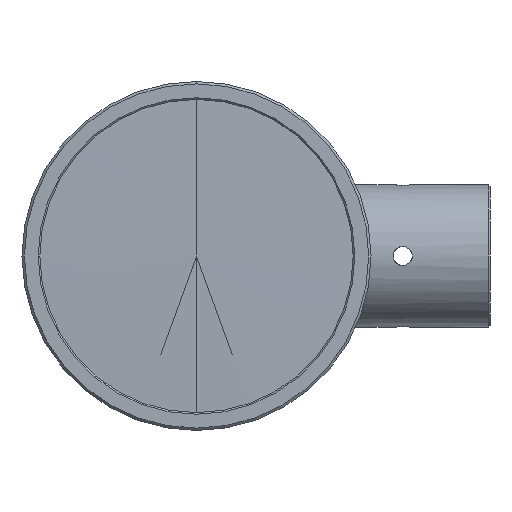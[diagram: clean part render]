
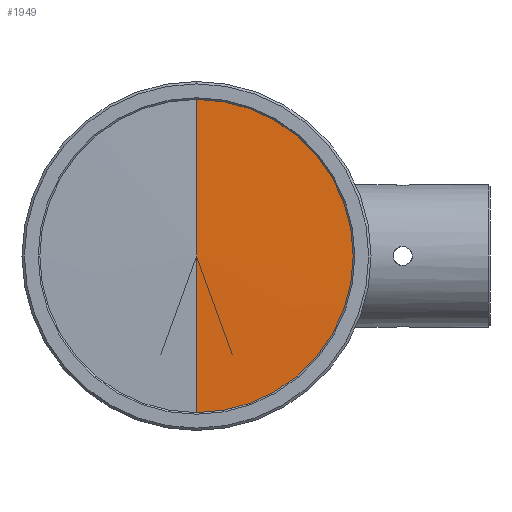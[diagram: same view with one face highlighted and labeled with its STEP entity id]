
A CAD part, left-side view. The second image highlights one B-rep face of the part: STEP entity #1949.
In plain terms, the highlighted conical face has half-angle 89.177 degrees and reference radius 69601.8 mm.
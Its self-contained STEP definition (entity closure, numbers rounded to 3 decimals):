
#387 = ORIENTED_EDGE ( 'NONE', *, *, #406, .T. ) ;
#406 = EDGE_CURVE ( 'NONE', #3827, #4625, #3223, .T. ) ;
#536 = ORIENTED_EDGE ( 'NONE', *, *, #2204, .F. ) ;
#678 = CARTESIAN_POINT ( 'NONE',  ( 0., 0., 0. ) ) ;
#770 = AXIS2_PLACEMENT_3D ( 'NONE', #4132, #1981, #1929 ) ;
#1661 = VECTOR ( 'NONE', #4726, 1000. ) ;
#1669 = DIRECTION ( 'NONE',  ( 1., 0., 0. ) ) ;
#1799 = DIRECTION ( 'NONE',  ( 0.014, 0., -1. ) ) ;
#1929 = DIRECTION ( 'NONE',  ( 0., 0., -1. ) ) ;
#1949 = ADVANCED_FACE ( 'NONE', ( #3618 ), #3567, .T. ) ;
#1967 = CARTESIAN_POINT ( 'NONE',  ( 0., 0., 0. ) ) ;
#1981 = DIRECTION ( 'NONE',  ( 1., 0., 0. ) ) ;
#2018 = LINE ( 'NONE', #4369, #1661 ) ;
#2157 = ORIENTED_EDGE ( 'NONE', *, *, #4283, .F. ) ;
#2204 = EDGE_CURVE ( 'NONE', #3827, #3142, #2018, .T. ) ;
#2387 = DIRECTION ( 'NONE',  ( 0., 0., -1. ) ) ;
#2405 = CARTESIAN_POINT ( 'NONE',  ( 0.284, 0., 19.75 ) ) ;
#2497 = CIRCLE ( 'NONE', #770, 19.75 ) ;
#2759 = VECTOR ( 'NONE', #1799, 1000. ) ;
#2870 = EDGE_LOOP ( 'NONE', ( #536, #387, #2157 ) ) ;
#2948 = CARTESIAN_POINT ( 'NONE',  ( 0.284, 0., -19.75 ) ) ;
#3074 = AXIS2_PLACEMENT_3D ( 'NONE', #3539, #1669, #2387 ) ;
#3142 = VERTEX_POINT ( 'NONE', #2405 ) ;
#3223 = LINE ( 'NONE', #678, #2759 ) ;
#3539 = CARTESIAN_POINT ( 'NONE',  ( 1000., 0., 0. ) ) ;
#3567 = CONICAL_SURFACE ( 'NONE', #3074, 69601.809, 1.556 ) ;
#3618 = FACE_OUTER_BOUND ( 'NONE', #2870, .T. ) ;
#3827 = VERTEX_POINT ( 'NONE', #1967 ) ;
#4132 = CARTESIAN_POINT ( 'NONE',  ( 0.284, 0., 0. ) ) ;
#4283 = EDGE_CURVE ( 'NONE', #3142, #4625, #2497, .T. ) ;
#4369 = CARTESIAN_POINT ( 'NONE',  ( 0., 0., 0. ) ) ;
#4625 = VERTEX_POINT ( 'NONE', #2948 ) ;
#4726 = DIRECTION ( 'NONE',  ( 0.014, 0., 1. ) ) ;
